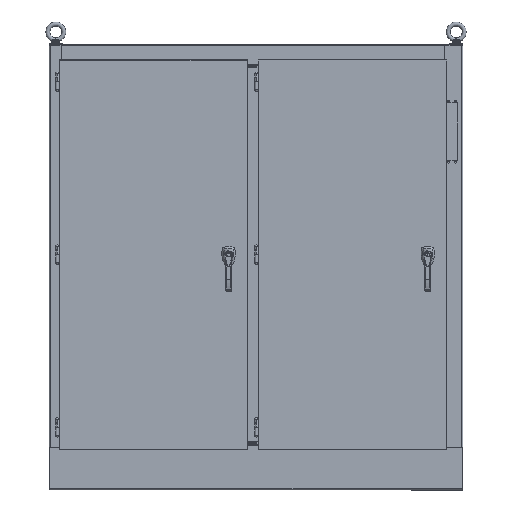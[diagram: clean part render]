
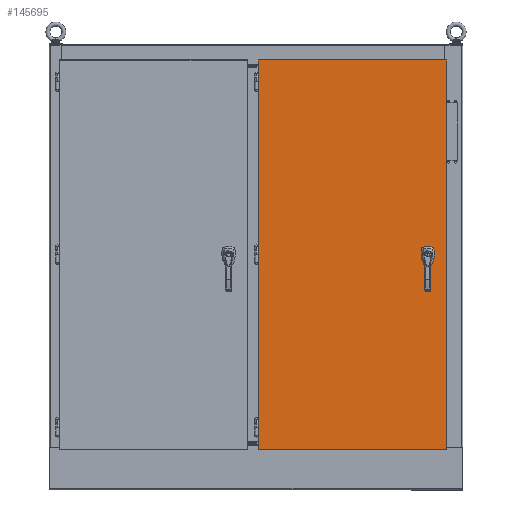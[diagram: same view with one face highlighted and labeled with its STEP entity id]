
A CAD part, top view. The second image highlights one B-rep face of the part: STEP entity #145695.
In plain terms, the highlighted face is planar.
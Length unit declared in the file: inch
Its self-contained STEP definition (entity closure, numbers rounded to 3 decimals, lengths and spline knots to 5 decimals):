
#2938 = ORIENTED_EDGE ( 'NONE', *, *, #132524, .T. ) ;
#5305 = PLANE ( 'NONE',  #10559 ) ;
#10559 = AXIS2_PLACEMENT_3D ( 'NONE', #67185, #132629, #106790 ) ;
#10799 = VECTOR ( 'NONE', #49789, 39.37008 ) ;
#12598 = EDGE_CURVE ( 'NONE', #88807, #53911, #125757, .T. ) ;
#17787 = EDGE_LOOP ( 'NONE', ( #2938, #121408, #75531, #59845 ) ) ;
#28517 = VECTOR ( 'NONE', #28615, 39.37008 ) ;
#28615 = DIRECTION ( 'NONE',  ( 0., 0., -1. ) ) ;
#28688 = CARTESIAN_POINT ( 'NONE',  ( 33.74962, -19.24331, 69.50003 ) ) ;
#44851 = LINE ( 'NONE', #28688, #100124 ) ;
#49789 = DIRECTION ( 'NONE',  ( 1., 0., 0. ) ) ;
#53911 = VERTEX_POINT ( 'NONE', #70240 ) ;
#58157 = LINE ( 'NONE', #75262, #10799 ) ;
#58565 = CARTESIAN_POINT ( 'NONE',  ( 33.74962, -19.24331, 6.375 ) ) ;
#59845 = ORIENTED_EDGE ( 'NONE', *, *, #113691, .F. ) ;
#67185 = CARTESIAN_POINT ( 'NONE',  ( 32.24961, -19.24331, 0. ) ) ;
#70240 = CARTESIAN_POINT ( 'NONE',  ( 64.24959, -19.24331, 6.375 ) ) ;
#75262 = CARTESIAN_POINT ( 'NONE',  ( 33.74962, -19.24331, 69.50003 ) ) ;
#75531 = ORIENTED_EDGE ( 'NONE', *, *, #102356, .F. ) ;
#81039 = CARTESIAN_POINT ( 'NONE',  ( 64.24959, -19.24331, 69.50003 ) ) ;
#88807 = VERTEX_POINT ( 'NONE', #58565 ) ;
#100124 = VECTOR ( 'NONE', #116417, 39.37008 ) ;
#102356 = EDGE_CURVE ( 'NONE', #133811, #53911, #148956, .T. ) ;
#106021 = VECTOR ( 'NONE', #153365, 39.37008 ) ;
#106790 = DIRECTION ( 'NONE',  ( 1., 0., 0. ) ) ;
#111469 = CARTESIAN_POINT ( 'NONE',  ( 64.24959, -19.24331, 69.50003 ) ) ;
#113691 = EDGE_CURVE ( 'NONE', #133321, #133811, #58157, .T. ) ;
#115851 = CARTESIAN_POINT ( 'NONE',  ( 33.74962, -19.24331, 6.375 ) ) ;
#116417 = DIRECTION ( 'NONE',  ( 0., 0., -1. ) ) ;
#121408 = ORIENTED_EDGE ( 'NONE', *, *, #12598, .T. ) ;
#125757 = LINE ( 'NONE', #115851, #106021 ) ;
#132524 = EDGE_CURVE ( 'NONE', #133321, #88807, #44851, .T. ) ;
#132629 = DIRECTION ( 'NONE',  ( 0., -1., 0. ) ) ;
#133321 = VERTEX_POINT ( 'NONE', #159549 ) ;
#133811 = VERTEX_POINT ( 'NONE', #111469 ) ;
#141807 = FACE_OUTER_BOUND ( 'NONE', #17787, .T. ) ;
#145695 = ADVANCED_FACE ( 'NONE', ( #141807 ), #5305, .T. ) ;
#148956 = LINE ( 'NONE', #81039, #28517 ) ;
#153365 = DIRECTION ( 'NONE',  ( 1., 0., 0. ) ) ;
#159549 = CARTESIAN_POINT ( 'NONE',  ( 33.74962, -19.24331, 69.50003 ) ) ;
